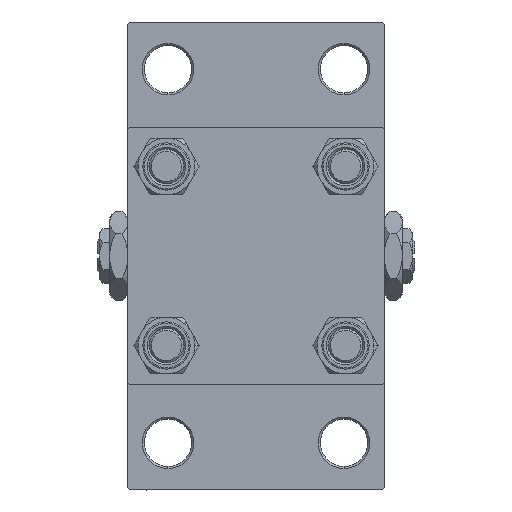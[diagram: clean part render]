
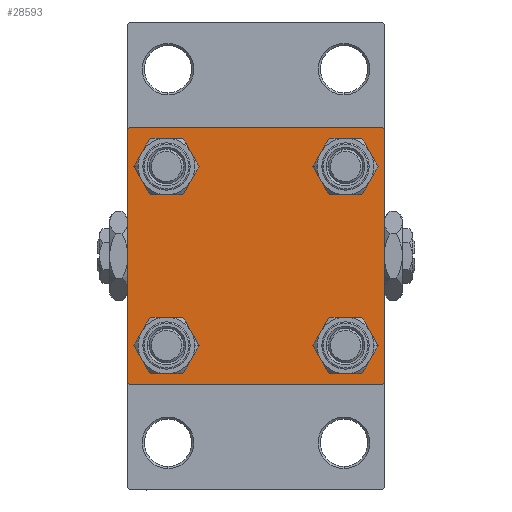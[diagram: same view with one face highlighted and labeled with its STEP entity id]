
A CAD part, left-side view. The second image highlights one B-rep face of the part: STEP entity #28593.
In plain terms, the highlighted planar face has unit normal (-1, 0, 0).
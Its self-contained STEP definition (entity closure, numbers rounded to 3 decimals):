
#335 = EDGE_CURVE ( 'NONE', #43036, #33257, #8673, .T. ) ;
#804 = AXIS2_PLACEMENT_3D ( 'NONE', #42293, #45550, #23271 ) ;
#985 = CARTESIAN_POINT ( 'NONE',  ( 0., 30., 29.5 ) ) ;
#1262 = LINE ( 'NONE', #26781, #14164 ) ;
#2795 = DIRECTION ( 'NONE',  ( 0., 0., 1. ) ) ;
#2892 = VERTEX_POINT ( 'NONE', #985 ) ;
#2897 = CARTESIAN_POINT ( 'NONE',  ( 0., -20.85, -20.85 ) ) ;
#3030 = DIRECTION ( 'NONE',  ( 1., 0., 0. ) ) ;
#3170 = CARTESIAN_POINT ( 'NONE',  ( 0., 20.85, -25.35 ) ) ;
#3230 = AXIS2_PLACEMENT_3D ( 'NONE', #29574, #10534, #2795 ) ;
#3283 = DIRECTION ( 'NONE',  ( 0., -0.707, 0.707 ) ) ;
#3307 = CARTESIAN_POINT ( 'NONE',  ( 0., 20.85, 20.85 ) ) ;
#4139 = CARTESIAN_POINT ( 'NONE',  ( 0., -30., 29.5 ) ) ;
#5032 = LINE ( 'NONE', #20288, #21723 ) ;
#5060 = DIRECTION ( 'NONE',  ( 1., 0., 0. ) ) ;
#5317 = VERTEX_POINT ( 'NONE', #8530 ) ;
#6026 = CIRCLE ( 'NONE', #6849, 4.5 ) ;
#6438 = VERTEX_POINT ( 'NONE', #6687 ) ;
#6687 = CARTESIAN_POINT ( 'NONE',  ( 0., 29.5, 30. ) ) ;
#6849 = AXIS2_PLACEMENT_3D ( 'NONE', #42346, #5060, #8542 ) ;
#7299 = AXIS2_PLACEMENT_3D ( 'NONE', #3307, #29582, #33816 ) ;
#7448 = VERTEX_POINT ( 'NONE', #43226 ) ;
#7519 = LINE ( 'NONE', #26790, #26940 ) ;
#8498 = CIRCLE ( 'NONE', #29248, 4.5 ) ;
#8530 = CARTESIAN_POINT ( 'NONE',  ( 0., 29.5, -30. ) ) ;
#8542 = DIRECTION ( 'NONE',  ( 0., 0., 1. ) ) ;
#8667 = EDGE_LOOP ( 'NONE', ( #27652, #41911, #10448, #16965, #23742, #32912, #10129, #29424 ) ) ;
#8673 = LINE ( 'NONE', #34943, #41365 ) ;
#8970 = EDGE_CURVE ( 'NONE', #38452, #14793, #36024, .T. ) ;
#9268 = EDGE_LOOP ( 'NONE', ( #37464, #38565 ) ) ;
#9903 = CARTESIAN_POINT ( 'NONE',  ( 0., 20.85, 25.35 ) ) ;
#10129 = ORIENTED_EDGE ( 'NONE', *, *, #44629, .F. ) ;
#10174 = EDGE_CURVE ( 'NONE', #14793, #38452, #38494, .T. ) ;
#10347 = DIRECTION ( 'NONE',  ( 0., 0., 1. ) ) ;
#10379 = CIRCLE ( 'NONE', #3230, 4.5 ) ;
#10448 = ORIENTED_EDGE ( 'NONE', *, *, #13845, .T. ) ;
#10534 = DIRECTION ( 'NONE',  ( 1., 0., 0. ) ) ;
#11068 = VECTOR ( 'NONE', #31133, 1000. ) ;
#11909 = EDGE_CURVE ( 'NONE', #2892, #33870, #39196, .T. ) ;
#13005 = DIRECTION ( 'NONE',  ( -1., 0., 0. ) ) ;
#13845 = EDGE_CURVE ( 'NONE', #5317, #7448, #5032, .T. ) ;
#14164 = VECTOR ( 'NONE', #34532, 1000. ) ;
#14793 = VERTEX_POINT ( 'NONE', #29768 ) ;
#14843 = CARTESIAN_POINT ( 'NONE',  ( 0., 20.85, 20.85 ) ) ;
#15434 = ORIENTED_EDGE ( 'NONE', *, *, #34526, .T. ) ;
#15738 = CIRCLE ( 'NONE', #26937, 4.5 ) ;
#15847 = CARTESIAN_POINT ( 'NONE',  ( 0., 30., 30. ) ) ;
#16504 = FACE_BOUND ( 'NONE', #9268, .T. ) ;
#16872 = AXIS2_PLACEMENT_3D ( 'NONE', #14843, #33874, #37122 ) ;
#16965 = ORIENTED_EDGE ( 'NONE', *, *, #20166, .T. ) ;
#18278 = DIRECTION ( 'NONE',  ( 0., 0., 1. ) ) ;
#18379 = EDGE_LOOP ( 'NONE', ( #32965, #15434 ) ) ;
#18755 = VECTOR ( 'NONE', #3283, 1000. ) ;
#18872 = CARTESIAN_POINT ( 'NONE',  ( 0., -20.85, -25.35 ) ) ;
#19030 = DIRECTION ( 'NONE',  ( 0., 0.707, -0.707 ) ) ;
#19185 = VECTOR ( 'NONE', #35854, 1000. ) ;
#19518 = ORIENTED_EDGE ( 'NONE', *, *, #27532, .T. ) ;
#20166 = EDGE_CURVE ( 'NONE', #7448, #47121, #49288, .T. ) ;
#20288 = CARTESIAN_POINT ( 'NONE',  ( 0., 30., -30. ) ) ;
#21616 = CARTESIAN_POINT ( 'NONE',  ( 0., -20.85, 20.85 ) ) ;
#21723 = VECTOR ( 'NONE', #31785, 1000. ) ;
#22029 = CARTESIAN_POINT ( 'NONE',  ( 0., -20.85, 20.85 ) ) ;
#22286 = CARTESIAN_POINT ( 'NONE',  ( 0., -29.75, -29.75 ) ) ;
#22804 = CARTESIAN_POINT ( 'NONE',  ( 0., 20.85, -16.35 ) ) ;
#23271 = DIRECTION ( 'NONE',  ( 0., 0., 1. ) ) ;
#23742 = ORIENTED_EDGE ( 'NONE', *, *, #31066, .F. ) ;
#24284 = FACE_BOUND ( 'NONE', #18379, .T. ) ;
#24495 = CARTESIAN_POINT ( 'NONE',  ( 0., -29.5, 30. ) ) ;
#24519 = FACE_OUTER_BOUND ( 'NONE', #8667, .T. ) ;
#25290 = VERTEX_POINT ( 'NONE', #18872 ) ;
#26444 = EDGE_CURVE ( 'NONE', #44113, #40305, #6026, .T. ) ;
#26781 = CARTESIAN_POINT ( 'NONE',  ( 0., -30., 30. ) ) ;
#26790 = CARTESIAN_POINT ( 'NONE',  ( 0., 29.75, 29.75 ) ) ;
#26820 = VERTEX_POINT ( 'NONE', #43467 ) ;
#26937 = AXIS2_PLACEMENT_3D ( 'NONE', #21616, #40627, #10347 ) ;
#26940 = VECTOR ( 'NONE', #19030, 1000. ) ;
#27053 = ORIENTED_EDGE ( 'NONE', *, *, #29381, .T. ) ;
#27362 = LINE ( 'NONE', #46861, #19185 ) ;
#27532 = EDGE_CURVE ( 'NONE', #34940, #26820, #8498, .T. ) ;
#27652 = ORIENTED_EDGE ( 'NONE', *, *, #11909, .T. ) ;
#28283 = DIRECTION ( 'NONE',  ( 0., 0., 1. ) ) ;
#28509 = FACE_BOUND ( 'NONE', #28916, .T. ) ;
#28593 = ADVANCED_FACE ( 'NONE', ( #47520, #24284, #16504, #28509, #24519 ), #32500, .T. ) ;
#28916 = EDGE_LOOP ( 'NONE', ( #34957, #40906 ) ) ;
#29248 = AXIS2_PLACEMENT_3D ( 'NONE', #22029, #3030, #18278 ) ;
#29381 = EDGE_CURVE ( 'NONE', #26820, #34940, #15738, .T. ) ;
#29424 = ORIENTED_EDGE ( 'NONE', *, *, #37740, .T. ) ;
#29574 = CARTESIAN_POINT ( 'NONE',  ( 0., -20.85, -20.85 ) ) ;
#29582 = DIRECTION ( 'NONE',  ( 1., 0., 0. ) ) ;
#29768 = CARTESIAN_POINT ( 'NONE',  ( 0., 20.85, 16.35 ) ) ;
#30235 = EDGE_LOOP ( 'NONE', ( #19518, #27053 ) ) ;
#30601 = CARTESIAN_POINT ( 'NONE',  ( 0., -20.85, 25.35 ) ) ;
#31066 = EDGE_CURVE ( 'NONE', #43036, #47121, #1262, .T. ) ;
#31133 = DIRECTION ( 'NONE',  ( 0., -1., 0. ) ) ;
#31785 = DIRECTION ( 'NONE',  ( 0., -1., 0. ) ) ;
#32484 = DIRECTION ( 'NONE',  ( 1., 0., 0. ) ) ;
#32500 = PLANE ( 'NONE',  #38916 ) ;
#32912 = ORIENTED_EDGE ( 'NONE', *, *, #335, .T. ) ;
#32965 = ORIENTED_EDGE ( 'NONE', *, *, #47779, .T. ) ;
#33257 = VERTEX_POINT ( 'NONE', #24495 ) ;
#33816 = DIRECTION ( 'NONE',  ( 0., 0., 1. ) ) ;
#33870 = VERTEX_POINT ( 'NONE', #40350 ) ;
#33874 = DIRECTION ( 'NONE',  ( 1., 0., 0. ) ) ;
#34526 = EDGE_CURVE ( 'NONE', #25290, #38198, #35122, .T. ) ;
#34532 = DIRECTION ( 'NONE',  ( 0., 0., -1. ) ) ;
#34698 = DIRECTION ( 'NONE',  ( 0., 0.707, 0.707 ) ) ;
#34940 = VERTEX_POINT ( 'NONE', #30601 ) ;
#34943 = CARTESIAN_POINT ( 'NONE',  ( 0., -29.75, 29.75 ) ) ;
#34957 = ORIENTED_EDGE ( 'NONE', *, *, #8970, .T. ) ;
#35122 = CIRCLE ( 'NONE', #36702, 4.5 ) ;
#35188 = DIRECTION ( 'NONE',  ( 0., 0., -1. ) ) ;
#35207 = EDGE_CURVE ( 'NONE', #40305, #44113, #44757, .T. ) ;
#35854 = DIRECTION ( 'NONE',  ( 0., -0.707, -0.707 ) ) ;
#36024 = CIRCLE ( 'NONE', #16872, 4.5 ) ;
#36258 = CARTESIAN_POINT ( 'NONE',  ( 0., 0., 0. ) ) ;
#36702 = AXIS2_PLACEMENT_3D ( 'NONE', #2897, #32484, #44003 ) ;
#36934 = VECTOR ( 'NONE', #35188, 1000. ) ;
#37122 = DIRECTION ( 'NONE',  ( 0., 0., 1. ) ) ;
#37464 = ORIENTED_EDGE ( 'NONE', *, *, #35207, .T. ) ;
#37740 = EDGE_CURVE ( 'NONE', #6438, #2892, #7519, .T. ) ;
#38132 = LINE ( 'NONE', #15847, #11068 ) ;
#38198 = VERTEX_POINT ( 'NONE', #45637 ) ;
#38452 = VERTEX_POINT ( 'NONE', #9903 ) ;
#38494 = CIRCLE ( 'NONE', #7299, 4.5 ) ;
#38565 = ORIENTED_EDGE ( 'NONE', *, *, #26444, .T. ) ;
#38916 = AXIS2_PLACEMENT_3D ( 'NONE', #36258, #13005, #28283 ) ;
#39196 = LINE ( 'NONE', #39920, #36934 ) ;
#39920 = CARTESIAN_POINT ( 'NONE',  ( 0., 30., 30. ) ) ;
#40305 = VERTEX_POINT ( 'NONE', #22804 ) ;
#40350 = CARTESIAN_POINT ( 'NONE',  ( 0., 30., -29.5 ) ) ;
#40627 = DIRECTION ( 'NONE',  ( 1., 0., 0. ) ) ;
#40906 = ORIENTED_EDGE ( 'NONE', *, *, #10174, .T. ) ;
#41365 = VECTOR ( 'NONE', #34698, 1000. ) ;
#41911 = ORIENTED_EDGE ( 'NONE', *, *, #47659, .T. ) ;
#42293 = CARTESIAN_POINT ( 'NONE',  ( 0., 20.85, -20.85 ) ) ;
#42346 = CARTESIAN_POINT ( 'NONE',  ( 0., 20.85, -20.85 ) ) ;
#43036 = VERTEX_POINT ( 'NONE', #4139 ) ;
#43226 = CARTESIAN_POINT ( 'NONE',  ( 0., -29.5, -30. ) ) ;
#43414 = CARTESIAN_POINT ( 'NONE',  ( 0., -30., -29.5 ) ) ;
#43467 = CARTESIAN_POINT ( 'NONE',  ( 0., -20.85, 16.35 ) ) ;
#44003 = DIRECTION ( 'NONE',  ( 0., 0., 1. ) ) ;
#44113 = VERTEX_POINT ( 'NONE', #3170 ) ;
#44629 = EDGE_CURVE ( 'NONE', #6438, #33257, #38132, .T. ) ;
#44757 = CIRCLE ( 'NONE', #804, 4.5 ) ;
#45550 = DIRECTION ( 'NONE',  ( 1., 0., 0. ) ) ;
#45637 = CARTESIAN_POINT ( 'NONE',  ( 0., -20.85, -16.35 ) ) ;
#46861 = CARTESIAN_POINT ( 'NONE',  ( 0., 29.75, -29.75 ) ) ;
#47121 = VERTEX_POINT ( 'NONE', #43414 ) ;
#47520 = FACE_BOUND ( 'NONE', #30235, .T. ) ;
#47659 = EDGE_CURVE ( 'NONE', #33870, #5317, #27362, .T. ) ;
#47779 = EDGE_CURVE ( 'NONE', #38198, #25290, #10379, .T. ) ;
#49288 = LINE ( 'NONE', #22286, #18755 ) ;
